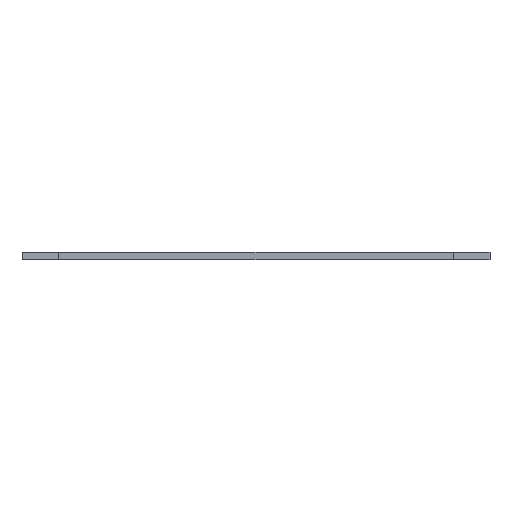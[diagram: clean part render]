
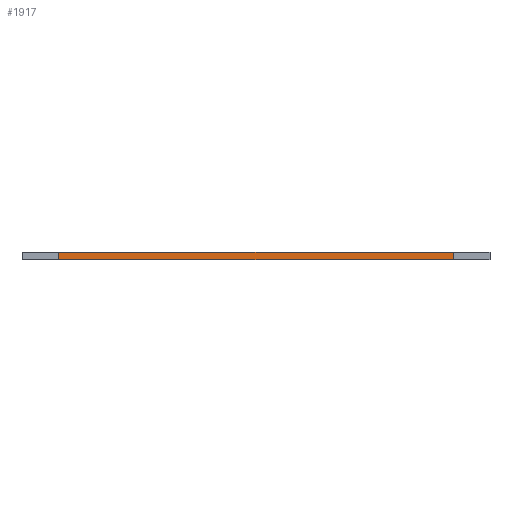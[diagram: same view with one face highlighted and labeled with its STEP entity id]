
A CAD part, front view. The second image highlights one B-rep face of the part: STEP entity #1917.
In plain terms, the highlighted planar face has unit normal (0, -1, 0).
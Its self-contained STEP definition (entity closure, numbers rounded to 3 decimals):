
#159=PLANE('',#2161);
#245=FACE_OUTER_BOUND('',#331,.T.);
#331=EDGE_LOOP('',(#1557,#1558,#1559,#1560));
#561=LINE('',#3181,#669);
#562=LINE('',#3183,#670);
#563=LINE('',#3185,#671);
#564=LINE('',#3186,#672);
#669=VECTOR('',#2683,10.);
#670=VECTOR('',#2684,10.);
#671=VECTOR('',#2685,10.);
#672=VECTOR('',#2686,10.);
#993=VERTEX_POINT('',#3179);
#994=VERTEX_POINT('',#3180);
#995=VERTEX_POINT('',#3182);
#996=VERTEX_POINT('',#3184);
#1233=EDGE_CURVE('',#993,#994,#561,.T.);
#1234=EDGE_CURVE('',#993,#995,#562,.T.);
#1235=EDGE_CURVE('',#996,#995,#563,.T.);
#1236=EDGE_CURVE('',#994,#996,#564,.T.);
#1557=ORIENTED_EDGE('',*,*,#1233,.F.);
#1558=ORIENTED_EDGE('',*,*,#1234,.T.);
#1559=ORIENTED_EDGE('',*,*,#1235,.F.);
#1560=ORIENTED_EDGE('',*,*,#1236,.F.);
#1917=ADVANCED_FACE('',(#245),#159,.T.);
#2161=AXIS2_PLACEMENT_3D('',#3178,#2681,#2682);
#2681=DIRECTION('center_axis',(0.,-1.,0.));
#2682=DIRECTION('ref_axis',(1.,0.,0.));
#2683=DIRECTION('',(-1.,0.,0.));
#2684=DIRECTION('',(0.,0.,1.));
#2685=DIRECTION('',(1.,0.,0.));
#2686=DIRECTION('',(0.,0.,1.));
#3178=CARTESIAN_POINT('Origin',(-90.3,0.,0.));
#3179=CARTESIAN_POINT('',(-7.7,0.,0.));
#3180=CARTESIAN_POINT('',(-90.3,0.,0.));
#3181=CARTESIAN_POINT('',(0.,0.,0.));
#3182=CARTESIAN_POINT('',(-7.7,0.,1.6));
#3183=CARTESIAN_POINT('',(-7.7,0.,0.));
#3184=CARTESIAN_POINT('',(-90.3,0.,1.6));
#3185=CARTESIAN_POINT('',(0.,0.,1.6));
#3186=CARTESIAN_POINT('',(-90.3,0.,0.));
